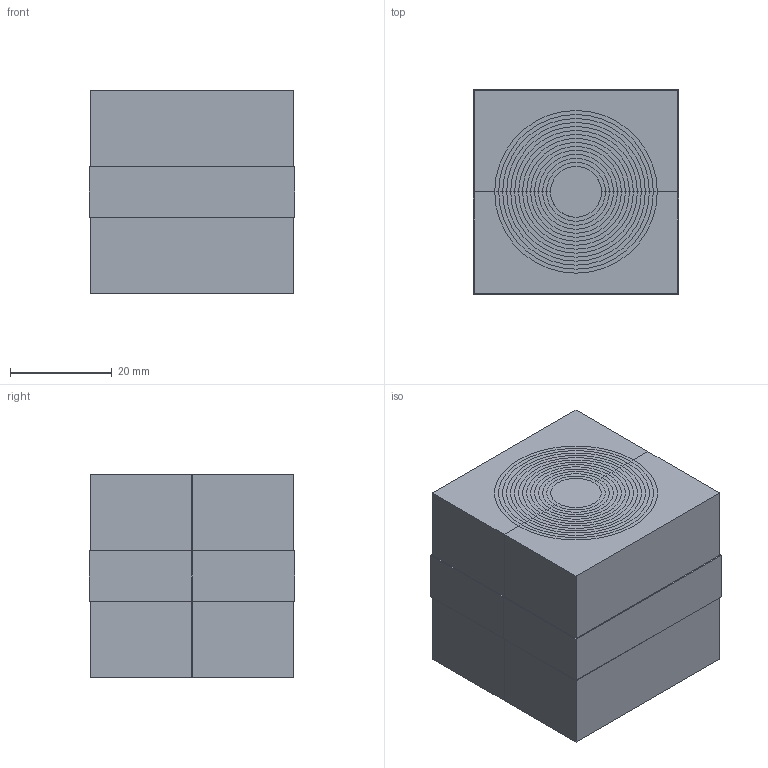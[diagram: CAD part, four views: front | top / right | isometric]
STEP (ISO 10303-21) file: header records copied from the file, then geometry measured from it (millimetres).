
FILE_DESCRIPTION(/* description */ (''),/* implementation_level */ '2;1');
FILE_NAME(/* name */ 'CX 40 10-31.stp',/* time_stamp */ '2025-05-30T13:37:44+02:00',/* author */ ('se-marfre'),/* organization */ (''),/* preprocessor_version */ 'ST-DEVELOPER v19.2',/* originating_system */ 'Autodesk Inventor 2023',/* authorisation */ '');
FILE_SCHEMA (('CONFIG_CONTROL_DESIGN'));
Length unit declared in the file: millimetre
Products named in the file (1): CX 40 10-31
Bounding box: 40.4 x 40.4 x 40 mm (x, y, z)
Volume: 64321.6 mm3; surface area: 25844.1 mm2
Topology: 7 solids, 7 shells, 155 faces, 319 edges, 179 vertices
Faces by surface type: plane 148, cylinder 7
Full cylindrical faces by diameter (mm): 10 x1
Entity records: 4137 total; most frequent: DIRECTION 697, CARTESIAN_POINT 654, ORIENTED_EDGE 638, EDGE_CURVE 319, LINE 253, VECTOR 253, AXIS2_PLACEMENT_3D 222, VERTEX_POINT 178
